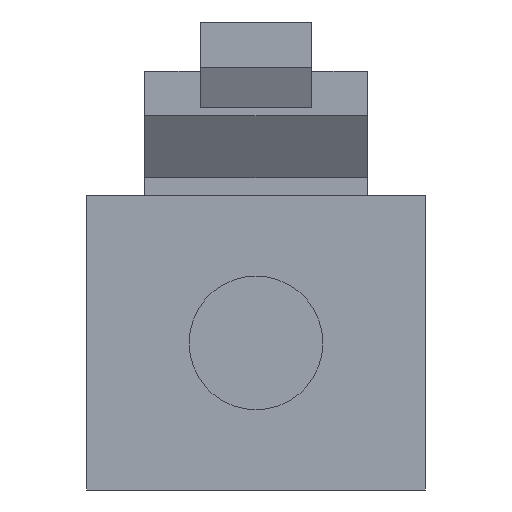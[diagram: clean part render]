
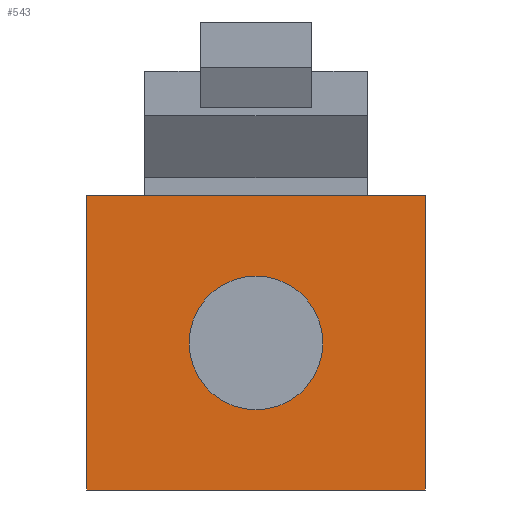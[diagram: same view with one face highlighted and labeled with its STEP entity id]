
A CAD part, front view. The second image highlights one B-rep face of the part: STEP entity #543.
In plain terms, the highlighted planar face has unit normal (0, -1, 0).
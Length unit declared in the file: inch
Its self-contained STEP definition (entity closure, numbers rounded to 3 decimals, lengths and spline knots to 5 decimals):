
#15=FACE_BOUND('',#70,.T.);
#16=CIRCLE('',#590,0.05906);
#17=CIRCLE('',#591,0.05906);
#43=FACE_OUTER_BOUND('',#69,.T.);
#69=EDGE_LOOP('',(#454,#455,#456,#457));
#70=EDGE_LOOP('',(#458,#459));
#130=LINE('',#840,#197);
#135=LINE('',#852,#202);
#136=LINE('',#855,#203);
#138=LINE('',#858,#205);
#197=VECTOR('',#685,0.29921);
#202=VECTOR('',#702,0.25984);
#203=VECTOR('',#705,0.25984);
#205=VECTOR('',#709,0.29921);
#247=VERTEX_POINT('',#837);
#248=VERTEX_POINT('',#839);
#249=VERTEX_POINT('',#850);
#250=VERTEX_POINT('',#854);
#251=VERTEX_POINT('',#860);
#252=VERTEX_POINT('',#861);
#312=EDGE_CURVE('',#248,#247,#130,.T.);
#317=EDGE_CURVE('',#247,#249,#135,.T.);
#318=EDGE_CURVE('',#248,#250,#136,.T.);
#320=EDGE_CURVE('',#249,#250,#138,.T.);
#321=EDGE_CURVE('',#251,#252,#16,.T.);
#322=EDGE_CURVE('',#252,#251,#17,.T.);
#454=ORIENTED_EDGE('',*,*,#317,.T.);
#455=ORIENTED_EDGE('',*,*,#320,.T.);
#456=ORIENTED_EDGE('',*,*,#318,.F.);
#457=ORIENTED_EDGE('',*,*,#312,.T.);
#458=ORIENTED_EDGE('',*,*,#321,.T.);
#459=ORIENTED_EDGE('',*,*,#322,.T.);
#491=PLANE('',#589);
#543=ADVANCED_FACE('',(#43,#15),#491,.T.);
#589=AXIS2_PLACEMENT_3D('',#859,#710,#711);
#590=AXIS2_PLACEMENT_3D('',#862,#712,#713);
#591=AXIS2_PLACEMENT_3D('',#863,#714,#715);
#685=DIRECTION('',(-1.,0.,0.));
#702=DIRECTION('',(0.,0.,-1.));
#705=DIRECTION('',(0.,0.,-1.));
#709=DIRECTION('',(1.,0.,0.));
#710=DIRECTION('center_axis',(0.,-1.,0.));
#711=DIRECTION('ref_axis',(0.,0.,-1.));
#712=DIRECTION('center_axis',(0.,1.,0.));
#713=DIRECTION('ref_axis',(0.,0.,-1.));
#714=DIRECTION('center_axis',(0.,1.,0.));
#715=DIRECTION('ref_axis',(0.,0.,-1.));
#837=CARTESIAN_POINT('',(-0.14961,-0.24016,0.12992));
#839=CARTESIAN_POINT('',(0.14961,-0.24016,0.12992));
#840=CARTESIAN_POINT('',(0.14961,-0.24016,0.12992));
#850=CARTESIAN_POINT('',(-0.14961,-0.24016,-0.12992));
#852=CARTESIAN_POINT('',(-0.14961,-0.24016,0.12992));
#854=CARTESIAN_POINT('',(0.14961,-0.24016,-0.12992));
#855=CARTESIAN_POINT('',(0.14961,-0.24016,0.12992));
#858=CARTESIAN_POINT('',(-0.14961,-0.24016,-0.12992));
#859=CARTESIAN_POINT('Origin',(-0.14961,-0.24016,-0.12992));
#860=CARTESIAN_POINT('',(0.,-0.24016,-0.05906));
#861=CARTESIAN_POINT('',(0.,-0.24016,0.05906));
#862=CARTESIAN_POINT('Origin',(0.,-0.24016,0.));
#863=CARTESIAN_POINT('Origin',(0.,-0.24016,0.));
